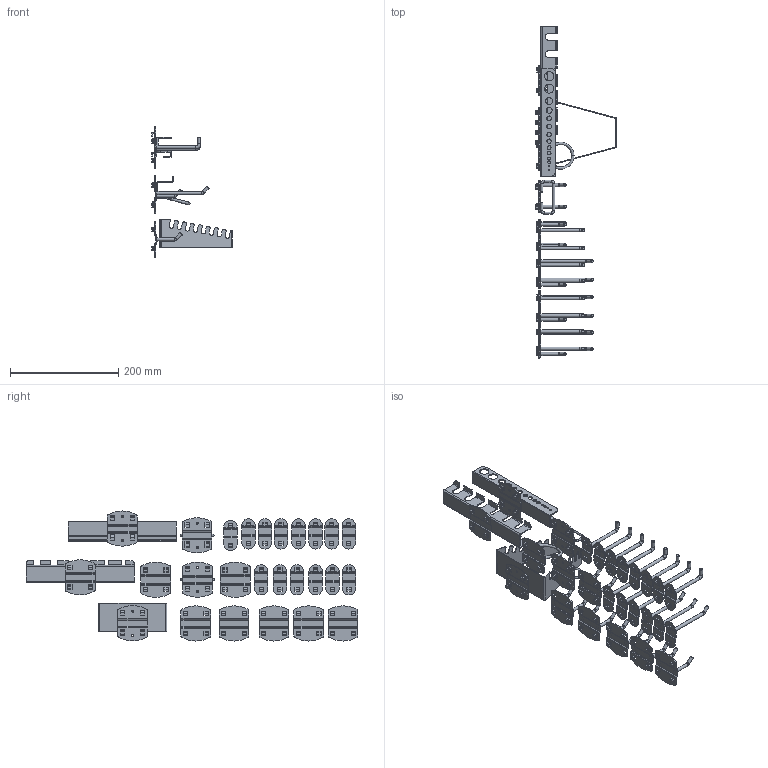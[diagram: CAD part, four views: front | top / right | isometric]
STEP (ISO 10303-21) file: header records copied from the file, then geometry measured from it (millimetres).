
FILE_DESCRIPTION(/* description */ ('Werkzeughaltersortiment'),/* implementation_level */ '2;1');
FILE_NAME(/* name */ 'ZEI_CAD_320606-0-REV00_#SALL_#AIN_#V1.step',/* time_stamp */ '2022-10-10T07:09:09+02:00',/* author */ ('MiniTec'),/* organization */ ('MiniTec GmbH & Co.KG'),/* preprocessor_version */ 'ST-DEVELOPER v18.1',/* originating_system */ 'Autodesk Inventor 2021',/* authorisation */ '');
FILE_SCHEMA (('CONFIG_CONTROL_DESIGN'));
Length unit declared in the file: millimetre
Products named in the file (9): leer; leer_1; leer_2; leer_3; leer_4; leer_5; leer_6; leer_7; leer_8
Assembly tree (26 placements, depth 2):
  leer
    leer_1  x8
    leer_2  x6
    leer_3  x2
    leer_4
    leer_5  x6
    leer_6
    leer_7
    leer_8
Bounding box: 149.36 x 613.22 x 240.24 mm (x, y, z)
Volume: 236342.9 mm3; surface area: 282891.2 mm2
Topology: 28 solids, 28 shells, 2233 faces, 6320 edges, 4141 vertices
Faces by surface type: plane 1232, cylinder 883, torus 60, cone 48, bspline 10
Full cylindrical faces by diameter (mm): 3 x4, 3.5 x6, 5 x4, 6 x52, 7 x4, 8 x4, 9 x4, 11 x2, 13 x2, 17 x4
Entity records: 36424 total; most frequent: CARTESIAN_POINT 8652, DIRECTION 5746, ORIENTED_EDGE 5628, EDGE_CURVE 2814, AXIS2_PLACEMENT_3D 1946, LINE 1854, VECTOR 1854, VERTEX_POINT 1846
